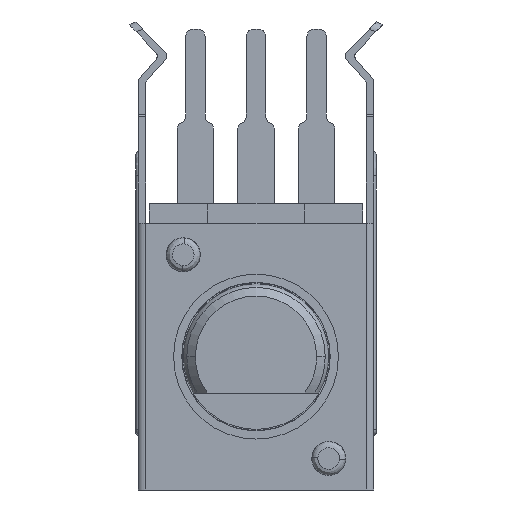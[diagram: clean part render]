
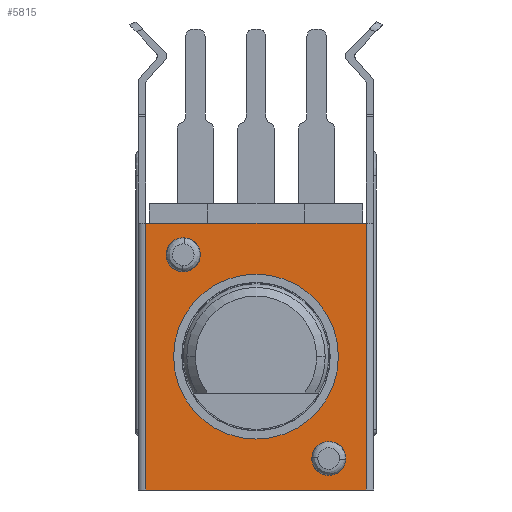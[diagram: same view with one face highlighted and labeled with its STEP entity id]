
A CAD part, front view. The second image highlights one B-rep face of the part: STEP entity #5815.
In plain terms, the highlighted planar face has unit normal (0, -1, 0).
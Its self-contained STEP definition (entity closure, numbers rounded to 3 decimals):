
#113 = LINE ( 'NONE', #198, #8473 ) ;
#198 = CARTESIAN_POINT ( 'NONE',  ( -4.55, -0.4, -5.5 ) ) ;
#296 = CARTESIAN_POINT ( 'NONE',  ( -4.55, -0.4, -5.5 ) ) ;
#420 = CIRCLE ( 'NONE', #1253, 0.7 ) ;
#701 = AXIS2_PLACEMENT_3D ( 'NONE', #296, #8250, #3019 ) ;
#755 = ORIENTED_EDGE ( 'NONE', *, *, #3561, .T. ) ;
#785 = AXIS2_PLACEMENT_3D ( 'NONE', #1537, #7336, #2793 ) ;
#909 = EDGE_CURVE ( 'NONE', #6031, #3892, #8451, .T. ) ;
#1137 = VERTEX_POINT ( 'NONE', #7565 ) ;
#1213 = CARTESIAN_POINT ( 'NONE',  ( 4.4, -0.4, -5.5 ) ) ;
#1253 = AXIS2_PLACEMENT_3D ( 'NONE', #6672, #5304, #4103 ) ;
#1298 = EDGE_LOOP ( 'NONE', ( #8435, #6411 ) ) ;
#1299 = DIRECTION ( 'NONE',  ( 0., 1., 0. ) ) ;
#1378 = LINE ( 'NONE', #3876, #6013 ) ;
#1387 = ORIENTED_EDGE ( 'NONE', *, *, #5278, .T. ) ;
#1537 = CARTESIAN_POINT ( 'NONE',  ( 3., -0.4, -4.2 ) ) ;
#1770 = CARTESIAN_POINT ( 'NONE',  ( 4.55, -0.4, -5.5 ) ) ;
#2047 = AXIS2_PLACEMENT_3D ( 'NONE', #5130, #1299, #2551 ) ;
#2230 = EDGE_CURVE ( 'NONE', #7595, #4655, #6960, .T. ) ;
#2406 = EDGE_CURVE ( 'NONE', #7047, #6635, #1378, .T. ) ;
#2464 = EDGE_CURVE ( 'NONE', #4655, #7595, #3411, .T. ) ;
#2530 = VERTEX_POINT ( 'NONE', #4128 ) ;
#2548 = EDGE_CURVE ( 'NONE', #6635, #2530, #113, .T. ) ;
#2551 = DIRECTION ( 'NONE',  ( 0., 0., -1. ) ) ;
#2708 = CARTESIAN_POINT ( 'NONE',  ( 3., -0.4, -3.5 ) ) ;
#2757 = EDGE_LOOP ( 'NONE', ( #755, #2986 ) ) ;
#2793 = DIRECTION ( 'NONE',  ( 0., 0., -1. ) ) ;
#2851 = FACE_BOUND ( 'NONE', #1298, .T. ) ;
#2951 = DIRECTION ( 'NONE',  ( 0., 0., 1. ) ) ;
#2986 = ORIENTED_EDGE ( 'NONE', *, *, #5687, .T. ) ;
#3019 = DIRECTION ( 'NONE',  ( 0., 0., -1. ) ) ;
#3147 = VERTEX_POINT ( 'NONE', #5222 ) ;
#3411 = CIRCLE ( 'NONE', #785, 0.7 ) ;
#3561 = EDGE_CURVE ( 'NONE', #3147, #1137, #6165, .T. ) ;
#3602 = CARTESIAN_POINT ( 'NONE',  ( 4.55, -0.4, -5.5 ) ) ;
#3876 = CARTESIAN_POINT ( 'NONE',  ( -4.55, -0.4, 5.5 ) ) ;
#3892 = VERTEX_POINT ( 'NONE', #7637 ) ;
#3984 = CARTESIAN_POINT ( 'NONE',  ( 0., -0.4, 0. ) ) ;
#4103 = DIRECTION ( 'NONE',  ( 0., 0., -1. ) ) ;
#4128 = CARTESIAN_POINT ( 'NONE',  ( -4.55, -0.4, -5.5 ) ) ;
#4272 = FACE_OUTER_BOUND ( 'NONE', #6489, .T. ) ;
#4290 = VECTOR ( 'NONE', #5094, 1000. ) ;
#4645 = DIRECTION ( 'NONE',  ( -1., 0., 0. ) ) ;
#4655 = VERTEX_POINT ( 'NONE', #6784 ) ;
#4663 = ORIENTED_EDGE ( 'NONE', *, *, #909, .T. ) ;
#4715 = DIRECTION ( 'NONE',  ( 0., 0., -1. ) ) ;
#4871 = FACE_BOUND ( 'NONE', #2757, .T. ) ;
#5094 = DIRECTION ( 'NONE',  ( -1., 0., 0. ) ) ;
#5103 = AXIS2_PLACEMENT_3D ( 'NONE', #3984, #6599, #4715 ) ;
#5130 = CARTESIAN_POINT ( 'NONE',  ( -3., -0.4, 4.2 ) ) ;
#5222 = CARTESIAN_POINT ( 'NONE',  ( -3., -0.4, 3.5 ) ) ;
#5278 = EDGE_CURVE ( 'NONE', #3892, #6031, #5375, .T. ) ;
#5304 = DIRECTION ( 'NONE',  ( 0., 1., 0. ) ) ;
#5375 = CIRCLE ( 'NONE', #5103, 3.4 ) ;
#5497 = EDGE_CURVE ( 'NONE', #7202, #2530, #8303, .T. ) ;
#5541 = VECTOR ( 'NONE', #2951, 1000. ) ;
#5590 = ORIENTED_EDGE ( 'NONE', *, *, #6601, .T. ) ;
#5595 = AXIS2_PLACEMENT_3D ( 'NONE', #5644, #5682, #6251 ) ;
#5644 = CARTESIAN_POINT ( 'NONE',  ( 3., -0.4, -4.2 ) ) ;
#5682 = DIRECTION ( 'NONE',  ( 0., 1., 0. ) ) ;
#5687 = EDGE_CURVE ( 'NONE', #1137, #3147, #420, .T. ) ;
#5815 = ADVANCED_FACE ( 'NONE', ( #4871, #2851, #6155, #4272 ), #6836, .T. ) ;
#5939 = ORIENTED_EDGE ( 'NONE', *, *, #5497, .F. ) ;
#6013 = VECTOR ( 'NONE', #4645, 1000. ) ;
#6016 = DIRECTION ( 'NONE',  ( 0., 0., -1. ) ) ;
#6031 = VERTEX_POINT ( 'NONE', #6702 ) ;
#6155 = FACE_BOUND ( 'NONE', #8479, .T. ) ;
#6165 = CIRCLE ( 'NONE', #2047, 0.7 ) ;
#6251 = DIRECTION ( 'NONE',  ( 0., 0., -1. ) ) ;
#6411 = ORIENTED_EDGE ( 'NONE', *, *, #2230, .T. ) ;
#6489 = EDGE_LOOP ( 'NONE', ( #6685, #5939, #5590, #6625 ) ) ;
#6536 = AXIS2_PLACEMENT_3D ( 'NONE', #8472, #7772, #7861 ) ;
#6599 = DIRECTION ( 'NONE',  ( 0., 1., 0. ) ) ;
#6601 = EDGE_CURVE ( 'NONE', #7202, #7047, #6690, .T. ) ;
#6625 = ORIENTED_EDGE ( 'NONE', *, *, #2406, .T. ) ;
#6635 = VERTEX_POINT ( 'NONE', #6772 ) ;
#6672 = CARTESIAN_POINT ( 'NONE',  ( -3., -0.4, 4.2 ) ) ;
#6685 = ORIENTED_EDGE ( 'NONE', *, *, #2548, .T. ) ;
#6690 = LINE ( 'NONE', #3602, #5541 ) ;
#6702 = CARTESIAN_POINT ( 'NONE',  ( 0., -0.4, 3.4 ) ) ;
#6772 = CARTESIAN_POINT ( 'NONE',  ( -4.55, -0.4, 5.5 ) ) ;
#6784 = CARTESIAN_POINT ( 'NONE',  ( 3., -0.4, -4.9 ) ) ;
#6836 = PLANE ( 'NONE',  #701 ) ;
#6960 = CIRCLE ( 'NONE', #5595, 0.7 ) ;
#7047 = VERTEX_POINT ( 'NONE', #8123 ) ;
#7202 = VERTEX_POINT ( 'NONE', #1770 ) ;
#7336 = DIRECTION ( 'NONE',  ( 0., 1., 0. ) ) ;
#7565 = CARTESIAN_POINT ( 'NONE',  ( -3., -0.4, 4.9 ) ) ;
#7595 = VERTEX_POINT ( 'NONE', #2708 ) ;
#7637 = CARTESIAN_POINT ( 'NONE',  ( 0., -0.4, -3.4 ) ) ;
#7772 = DIRECTION ( 'NONE',  ( 0., 1., 0. ) ) ;
#7861 = DIRECTION ( 'NONE',  ( 0., 0., -1. ) ) ;
#8123 = CARTESIAN_POINT ( 'NONE',  ( 4.55, -0.4, 5.5 ) ) ;
#8250 = DIRECTION ( 'NONE',  ( 0., -1., 0. ) ) ;
#8303 = LINE ( 'NONE', #1213, #4290 ) ;
#8435 = ORIENTED_EDGE ( 'NONE', *, *, #2464, .T. ) ;
#8451 = CIRCLE ( 'NONE', #6536, 3.4 ) ;
#8472 = CARTESIAN_POINT ( 'NONE',  ( 0., -0.4, 0. ) ) ;
#8473 = VECTOR ( 'NONE', #6016, 1000. ) ;
#8479 = EDGE_LOOP ( 'NONE', ( #1387, #4663 ) ) ;
